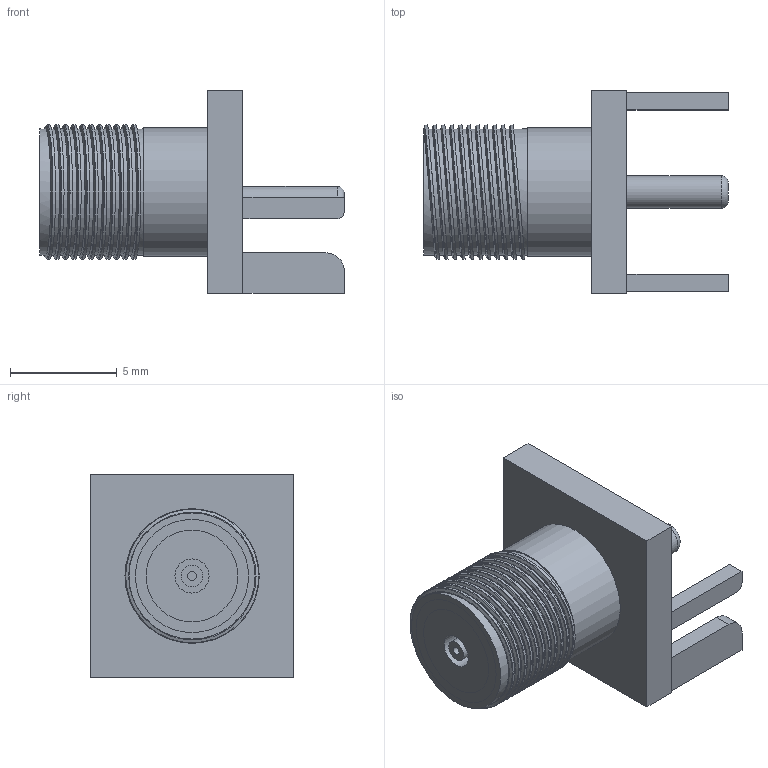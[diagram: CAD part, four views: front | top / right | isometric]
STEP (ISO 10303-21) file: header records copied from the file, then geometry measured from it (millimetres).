
FILE_DESCRIPTION(/* description */ ('model of SMA_Molex_73251-1153_EdgeMount_Horizontal'),/* implementation_level */ '2;1');
FILE_NAME(/* name */ 'SMA_Molex_73251-1153_EdgeMount_Horizontal.step',/* time_stamp */ '2024-01-25T21:39:23',/* author */ ('KiCAD','kicad'),/* organization */ ('OCCT'),/* preprocessor_version */ '',/* originating_system */ 'KiCAD',/* authorisation */ '');
FILE_SCHEMA(('AUTOMOTIVE_DESIGN { 1 0 10303 214 1 1 1 1 }'));
Length unit declared in the file: millimetre
Products named in the file (1): SMA_Molex_73251-1153_EdgeMount_Horizontal
Bounding box: 14.27 x 9.52 x 9.52 mm (x, y, z)
Volume: 398.6 mm3; surface area: 615.1 mm2
Topology: 1 solids, 1 shells, 111 faces, 204 edges, 129 vertices
Faces by surface type: plane 56, cylinder 32, cone 22, torus 1
Full cylindrical faces by diameter (mm): 0.4 x1, 1 x1, 1.52 x1, 1.6 x1, 5.9 x12, 6 x1, 6.3 x11
Entity records: 3905 total; most frequent: DIRECTION 518, CARTESIAN_POINT 445, ORIENTED_EDGE 408, EDGE_CURVE 204, AXIS2_PLACEMENT_3D 202, FACE_BOUND 145, EDGE_LOOP 145, VERTEX_POINT 129
